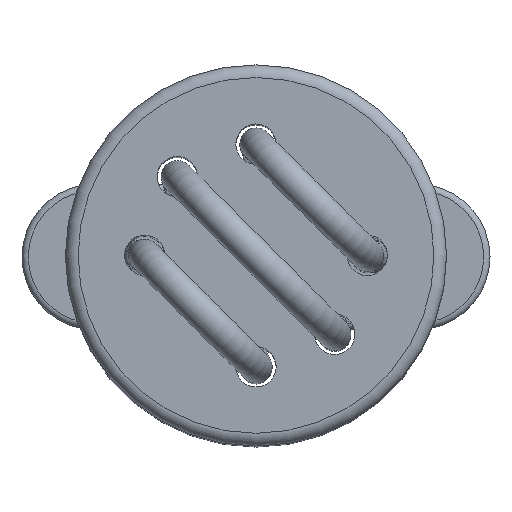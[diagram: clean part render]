
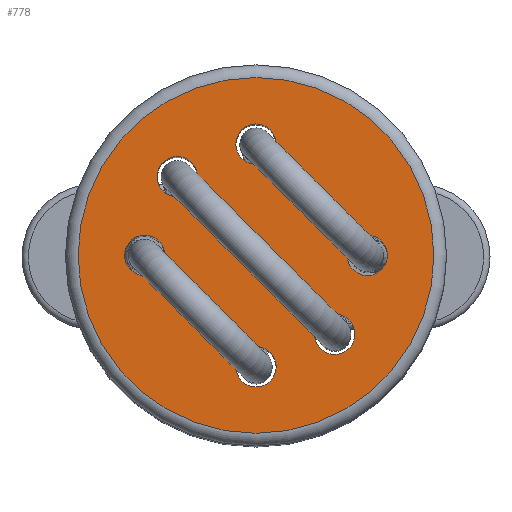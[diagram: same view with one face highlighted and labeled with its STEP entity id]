
A CAD part, top view. The second image highlights one B-rep face of the part: STEP entity #778.
In plain terms, the highlighted planar face has unit normal (0, 0, 1).
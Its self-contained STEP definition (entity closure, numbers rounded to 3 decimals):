
#612 = VERTEX_POINT('',#613);
#613 = CARTESIAN_POINT('',(5.34,0.,13.81));
#622 = EDGE_CURVE('',#612,#612,#623,.T.);
#623 = CIRCLE('',#624,2.8);
#624 = AXIS2_PLACEMENT_3D('',#625,#626,#627);
#625 = CARTESIAN_POINT('',(2.54,0.,13.81));
#626 = DIRECTION('',(0.,0.,-1.));
#627 = DIRECTION('',(-1.,0.,0.));
#638 = EDGE_CURVE('',#639,#639,#641,.T.);
#639 = VERTEX_POINT('',#640);
#640 = CARTESIAN_POINT('',(2.858,1.753,13.81));
#641 = CIRCLE('',#642,0.318);
#642 = AXIS2_PLACEMENT_3D('',#643,#644,#645);
#643 = CARTESIAN_POINT('',(2.54,1.753,13.81));
#644 = DIRECTION('',(0.,0.,-1.));
#645 = DIRECTION('',(-1.,0.,0.));
#662 = EDGE_CURVE('',#663,#663,#665,.T.);
#663 = VERTEX_POINT('',#664);
#664 = CARTESIAN_POINT('',(1.618,1.239,13.81));
#665 = CIRCLE('',#666,0.318);
#666 = AXIS2_PLACEMENT_3D('',#667,#668,#669);
#667 = CARTESIAN_POINT('',(1.301,1.239,13.81));
#668 = DIRECTION('',(0.,0.,-1.));
#669 = DIRECTION('',(-1.,0.,0.));
#686 = EDGE_CURVE('',#687,#687,#689,.T.);
#687 = VERTEX_POINT('',#688);
#688 = CARTESIAN_POINT('',(1.105,0.,13.81));
#689 = CIRCLE('',#690,0.318);
#690 = AXIS2_PLACEMENT_3D('',#691,#692,#693);
#691 = CARTESIAN_POINT('',(0.787,0.,13.81));
#692 = DIRECTION('',(0.,0.,-1.));
#693 = DIRECTION('',(-1.,0.,0.));
#710 = EDGE_CURVE('',#711,#711,#713,.T.);
#711 = VERTEX_POINT('',#712);
#712 = CARTESIAN_POINT('',(2.858,-1.753,13.81));
#713 = CIRCLE('',#714,0.318);
#714 = AXIS2_PLACEMENT_3D('',#715,#716,#717);
#715 = CARTESIAN_POINT('',(2.54,-1.753,13.81));
#716 = DIRECTION('',(0.,0.,-1.));
#717 = DIRECTION('',(-1.,0.,0.));
#734 = EDGE_CURVE('',#735,#735,#737,.T.);
#735 = VERTEX_POINT('',#736);
#736 = CARTESIAN_POINT('',(4.097,-1.239,13.81));
#737 = CIRCLE('',#738,0.318);
#738 = AXIS2_PLACEMENT_3D('',#739,#740,#741);
#739 = CARTESIAN_POINT('',(3.779,-1.239,13.81));
#740 = DIRECTION('',(0.,0.,-1.));
#741 = DIRECTION('',(-1.,0.,0.));
#758 = EDGE_CURVE('',#759,#759,#761,.T.);
#759 = VERTEX_POINT('',#760);
#760 = CARTESIAN_POINT('',(4.61,0.,13.81));
#761 = CIRCLE('',#762,0.318);
#762 = AXIS2_PLACEMENT_3D('',#763,#764,#765);
#763 = CARTESIAN_POINT('',(4.293,0.,13.81));
#764 = DIRECTION('',(0.,0.,-1.));
#765 = DIRECTION('',(-1.,0.,0.));
#778 = ADVANCED_FACE('',(#779,#782,#785,#788,#791,#794,#797),#800,.T.);
#779 = FACE_BOUND('',#780,.T.);
#780 = EDGE_LOOP('',(#781));
#781 = ORIENTED_EDGE('',*,*,#638,.T.);
#782 = FACE_BOUND('',#783,.T.);
#783 = EDGE_LOOP('',(#784));
#784 = ORIENTED_EDGE('',*,*,#662,.T.);
#785 = FACE_BOUND('',#786,.T.);
#786 = EDGE_LOOP('',(#787));
#787 = ORIENTED_EDGE('',*,*,#686,.T.);
#788 = FACE_BOUND('',#789,.T.);
#789 = EDGE_LOOP('',(#790));
#790 = ORIENTED_EDGE('',*,*,#710,.T.);
#791 = FACE_BOUND('',#792,.T.);
#792 = EDGE_LOOP('',(#793));
#793 = ORIENTED_EDGE('',*,*,#734,.T.);
#794 = FACE_BOUND('',#795,.T.);
#795 = EDGE_LOOP('',(#796));
#796 = ORIENTED_EDGE('',*,*,#758,.T.);
#797 = FACE_BOUND('',#798,.T.);
#798 = EDGE_LOOP('',(#799));
#799 = ORIENTED_EDGE('',*,*,#622,.F.);
#800 = PLANE('',#801);
#801 = AXIS2_PLACEMENT_3D('',#802,#803,#804);
#802 = CARTESIAN_POINT('',(2.54,0.,13.81));
#803 = DIRECTION('',(0.,0.,1.));
#804 = DIRECTION('',(0.,-1.,0.));
